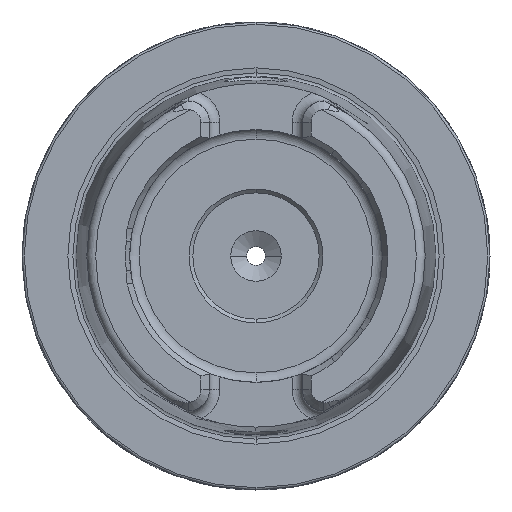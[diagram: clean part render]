
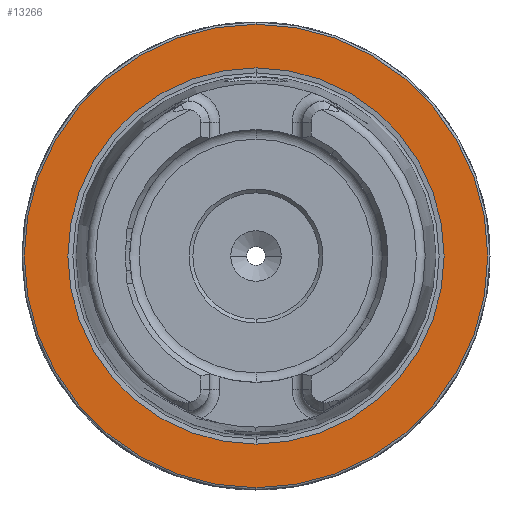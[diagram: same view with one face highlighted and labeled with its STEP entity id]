
A CAD part, left-side view. The second image highlights one B-rep face of the part: STEP entity #13266.
In plain terms, the highlighted planar face has unit normal (-1, 0, 0).
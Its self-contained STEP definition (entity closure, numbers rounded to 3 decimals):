
#462 = CIRCLE ( 'NONE', #465, 31.2 ) ;
#465 = AXIS2_PLACEMENT_3D ( 'NONE', #6279, #6280, #6281 ) ;
#471 = CIRCLE ( 'NONE', #474, 25.324 ) ;
#474 = AXIS2_PLACEMENT_3D ( 'NONE', #6294, #6295, #6296 ) ;
#2263 = VERTEX_POINT ( 'NONE', #16554 ) ;
#2268 = VERTEX_POINT ( 'NONE', #16562 ) ;
#2270 = VERTEX_POINT ( 'NONE', #16564 ) ;
#2271 = VERTEX_POINT ( 'NONE', #16565 ) ;
#3436 = CIRCLE ( 'NONE', #3451, 31.2 ) ;
#3450 = CIRCLE ( 'NONE', #3453, 25.324 ) ;
#3451 = AXIS2_PLACEMENT_3D ( 'NONE', #4861, #4862, #4863 ) ;
#3453 = AXIS2_PLACEMENT_3D ( 'NONE', #4864, #4865, #4866 ) ;
#4861 = CARTESIAN_POINT ( 'NONE',  ( 0., 0., 0. ) ) ;
#4862 = DIRECTION ( 'NONE',  ( -1., 0., 0. ) ) ;
#4863 = DIRECTION ( 'NONE',  ( 0., 0., 1. ) ) ;
#4864 = CARTESIAN_POINT ( 'NONE',  ( 0., 0., 0. ) ) ;
#4865 = DIRECTION ( 'NONE',  ( -1., 0., 0. ) ) ;
#4866 = DIRECTION ( 'NONE',  ( 0., 0., 1. ) ) ;
#6279 = CARTESIAN_POINT ( 'NONE',  ( 0., 0., 0. ) ) ;
#6280 = DIRECTION ( 'NONE',  ( -1., 0., 0. ) ) ;
#6281 = DIRECTION ( 'NONE',  ( 0., 0., 1. ) ) ;
#6294 = CARTESIAN_POINT ( 'NONE',  ( 0., 0., 0. ) ) ;
#6295 = DIRECTION ( 'NONE',  ( -1., 0., 0. ) ) ;
#6296 = DIRECTION ( 'NONE',  ( 0., 0., 1. ) ) ;
#9855 = DIRECTION ( 'NONE',  ( 1., 0., 0. ) ) ;
#9865 = CARTESIAN_POINT ( 'NONE',  ( 0., 31.2, 0. ) ) ;
#9866 = FACE_BOUND ( 'NONE', #12219, .T. ) ;
#9868 = FACE_OUTER_BOUND ( 'NONE', #12276, .T. ) ;
#9869 = PLANE ( 'NONE',  #14805 ) ;
#9871 = DIRECTION ( 'NONE',  ( 0., 0., -1. ) ) ;
#12219 = EDGE_LOOP ( 'NONE', ( #15875, #15876 ) ) ;
#12276 = EDGE_LOOP ( 'NONE', ( #15877, #15878 ) ) ;
#13266 = ADVANCED_FACE ( 'NONE', ( #9866, #9868 ), #9869, .F. ) ;
#14805 = AXIS2_PLACEMENT_3D ( 'NONE', #9865, #9855, #9871 ) ;
#15875 = ORIENTED_EDGE ( 'NONE', *, *, #17183, .F. ) ;
#15876 = ORIENTED_EDGE ( 'NONE', *, *, #17068, .F. ) ;
#15877 = ORIENTED_EDGE ( 'NONE', *, *, #17063, .T. ) ;
#15878 = ORIENTED_EDGE ( 'NONE', *, *, #17182, .T. ) ;
#16554 = CARTESIAN_POINT ( 'NONE',  ( 0., 0., -25.324 ) ) ;
#16562 = CARTESIAN_POINT ( 'NONE',  ( 0., 0., 25.324 ) ) ;
#16564 = CARTESIAN_POINT ( 'NONE',  ( 0., 0., 31.2 ) ) ;
#16565 = CARTESIAN_POINT ( 'NONE',  ( 0., 0., -31.2 ) ) ;
#17063 = EDGE_CURVE ( 'NONE', #2270, #2271, #462, .T. ) ;
#17068 = EDGE_CURVE ( 'NONE', #2263, #2268, #471, .T. ) ;
#17182 = EDGE_CURVE ( 'NONE', #2271, #2270, #3436, .T. ) ;
#17183 = EDGE_CURVE ( 'NONE', #2268, #2263, #3450, .T. ) ;
